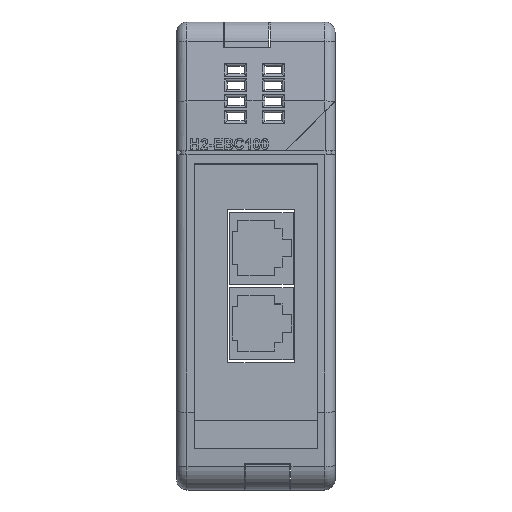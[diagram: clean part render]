
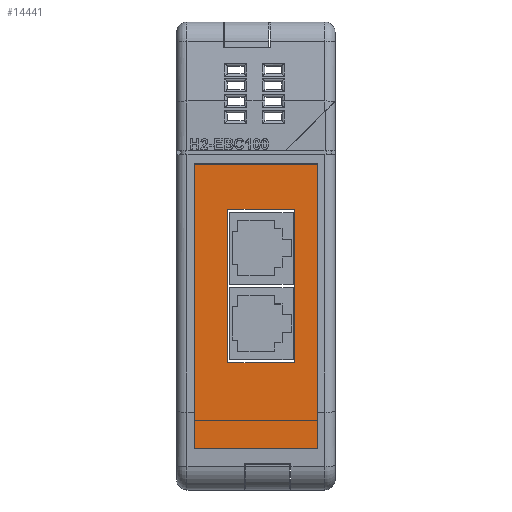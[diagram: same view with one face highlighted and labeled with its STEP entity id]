
A CAD part, top view. The second image highlights one B-rep face of the part: STEP entity #14441.
In plain terms, the highlighted planar face has unit normal (0, 0, 1).
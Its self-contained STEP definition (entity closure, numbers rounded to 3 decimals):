
#176 = DIRECTION ( 'NONE',  ( 0., -1., 0. ) ) ;
#177 = VECTOR ( 'NONE', #176, 1000. ) ;
#178 = CARTESIAN_POINT ( 'NONE',  ( 10.375, 13.398, 3.614 ) ) ;
#179 = LINE ( 'NONE', #178, #177 ) ;
#204 = CARTESIAN_POINT ( 'NONE',  ( 27.625, -32.602, 3.614 ) ) ;
#205 = DIRECTION ( 'NONE',  ( 1., 0., 0. ) ) ;
#206 = VECTOR ( 'NONE', #205, 1000. ) ;
#207 = CARTESIAN_POINT ( 'NONE',  ( 27.625, -32.602, 3.614 ) ) ;
#208 = LINE ( 'NONE', #207, #206 ) ;
#209 = DIRECTION ( 'NONE',  ( 0., -1., 0. ) ) ;
#210 = VECTOR ( 'NONE', #209, 1000. ) ;
#211 = CARTESIAN_POINT ( 'NONE',  ( 3.875, -32.602, 3.614 ) ) ;
#212 = LINE ( 'NONE', #211, #210 ) ;
#256 = DIRECTION ( 'NONE',  ( 0., 1., 0. ) ) ;
#257 = VECTOR ( 'NONE', #256, 1000. ) ;
#258 = CARTESIAN_POINT ( 'NONE',  ( 27.625, 34.27, 3.614 ) ) ;
#260 = LINE ( 'NONE', #258, #257 ) ;
#278 = CARTESIAN_POINT ( 'NONE',  ( 27.625, 22.148, 3.614 ) ) ;
#302 = FACE_OUTER_BOUND ( 'NONE', #14387, .T. ) ;
#303 = FACE_BOUND ( 'NONE', #14451, .T. ) ;
#304 = DIRECTION ( 'NONE',  ( -1., 0., 0. ) ) ;
#305 = VECTOR ( 'NONE', #304, 1000. ) ;
#306 = CARTESIAN_POINT ( 'NONE',  ( 27.625, 22.148, 3.614 ) ) ;
#307 = LINE ( 'NONE', #306, #305 ) ;
#331 = CARTESIAN_POINT ( 'NONE',  ( 23.125, -16.102, 3.614 ) ) ;
#337 = DIRECTION ( 'NONE',  ( 1., 0., 0. ) ) ;
#338 = DIRECTION ( 'NONE',  ( 0., 0., 1. ) ) ;
#339 = CARTESIAN_POINT ( 'NONE',  ( 3.875, 22.148, 3.614 ) ) ;
#340 = AXIS2_PLACEMENT_3D ( 'NONE', #339, #338, #337 ) ;
#341 = PLANE ( 'NONE',  #340 ) ;
#409 = CARTESIAN_POINT ( 'NONE',  ( 23.125, 13.398, 3.614 ) ) ;
#443 = CARTESIAN_POINT ( 'NONE',  ( 3.875, -32.602, 3.614 ) ) ;
#447 = CARTESIAN_POINT ( 'NONE',  ( 3.875, 22.148, 3.614 ) ) ;
#448 = DIRECTION ( 'NONE',  ( -1., 0., 0. ) ) ;
#449 = VECTOR ( 'NONE', #448, 1000. ) ;
#450 = CARTESIAN_POINT ( 'NONE',  ( 10.375, 13.398, 3.614 ) ) ;
#451 = LINE ( 'NONE', #450, #449 ) ;
#456 = CARTESIAN_POINT ( 'NONE',  ( 10.375, -16.102, 3.614 ) ) ;
#475 = DIRECTION ( 'NONE',  ( 1., 0., 0. ) ) ;
#476 = VECTOR ( 'NONE', #475, 1000. ) ;
#477 = CARTESIAN_POINT ( 'NONE',  ( 10.375, -16.102, 3.614 ) ) ;
#478 = LINE ( 'NONE', #477, #476 ) ;
#484 = DIRECTION ( 'NONE',  ( 0., 1., 0. ) ) ;
#485 = VECTOR ( 'NONE', #484, 1000. ) ;
#486 = CARTESIAN_POINT ( 'NONE',  ( 23.125, 13.398, 3.614 ) ) ;
#487 = LINE ( 'NONE', #486, #485 ) ;
#508 = CARTESIAN_POINT ( 'NONE',  ( 10.375, 13.398, 3.614 ) ) ;
#14386 = ORIENTED_EDGE ( 'NONE', *, *, #14510, .F. ) ;
#14387 = EDGE_LOOP ( 'NONE', ( #14463, #14424, #14420, #14434 ) ) ;
#14389 = EDGE_CURVE ( 'NONE', #14514, #14502, #179, .T. ) ;
#14397 = EDGE_CURVE ( 'NONE', #14497, #14498, #212, .T. ) ;
#14398 = EDGE_CURVE ( 'NONE', #14498, #14399, #208, .T. ) ;
#14399 = VERTEX_POINT ( 'NONE', #204 ) ;
#14418 = EDGE_CURVE ( 'NONE', #14399, #14429, #260, .T. ) ;
#14420 = ORIENTED_EDGE ( 'NONE', *, *, #14418, .T. ) ;
#14424 = ORIENTED_EDGE ( 'NONE', *, *, #14398, .T. ) ;
#14429 = VERTEX_POINT ( 'NONE', #278 ) ;
#14434 = ORIENTED_EDGE ( 'NONE', *, *, #14435, .T. ) ;
#14435 = EDGE_CURVE ( 'NONE', #14429, #14497, #307, .T. ) ;
#14441 = ADVANCED_FACE ( 'NONE', ( #303, #302 ), #341, .T. ) ;
#14451 = EDGE_LOOP ( 'NONE', ( #14513, #14503, #14454, #14386 ) ) ;
#14454 = ORIENTED_EDGE ( 'NONE', *, *, #14508, .F. ) ;
#14455 = VERTEX_POINT ( 'NONE', #331 ) ;
#14463 = ORIENTED_EDGE ( 'NONE', *, *, #14397, .T. ) ;
#14493 = VERTEX_POINT ( 'NONE', #409 ) ;
#14497 = VERTEX_POINT ( 'NONE', #447 ) ;
#14498 = VERTEX_POINT ( 'NONE', #443 ) ;
#14502 = VERTEX_POINT ( 'NONE', #456 ) ;
#14503 = ORIENTED_EDGE ( 'NONE', *, *, #14504, .F. ) ;
#14504 = EDGE_CURVE ( 'NONE', #14493, #14514, #451, .T. ) ;
#14508 = EDGE_CURVE ( 'NONE', #14455, #14493, #487, .T. ) ;
#14510 = EDGE_CURVE ( 'NONE', #14502, #14455, #478, .T. ) ;
#14513 = ORIENTED_EDGE ( 'NONE', *, *, #14389, .F. ) ;
#14514 = VERTEX_POINT ( 'NONE', #508 ) ;
